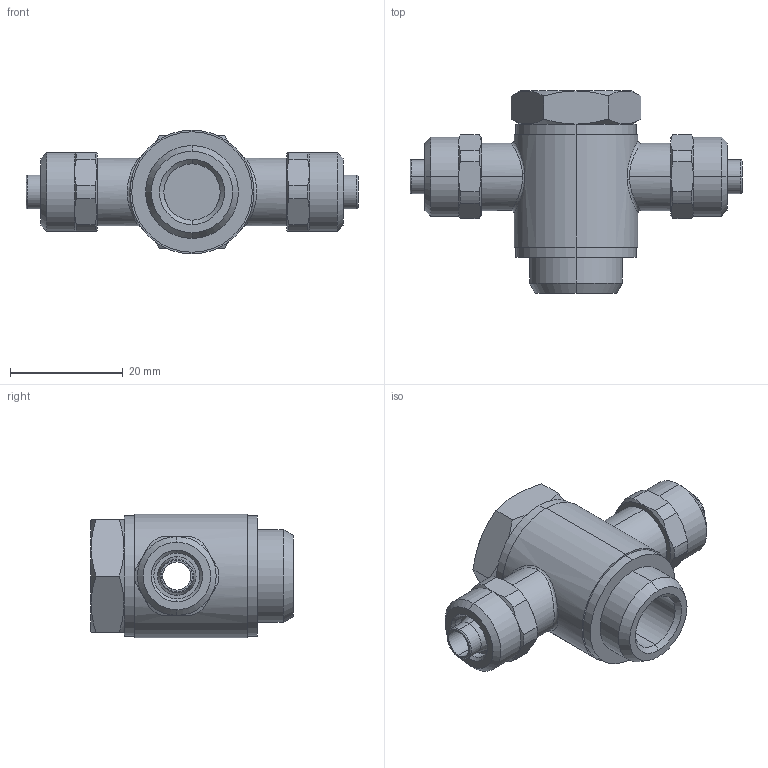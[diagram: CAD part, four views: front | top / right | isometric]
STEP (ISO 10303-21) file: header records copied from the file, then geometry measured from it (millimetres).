
FILE_DESCRIPTION (( 'STEP AP203' ), '1' );
FILE_NAME ('02260043.STEP', '2011-10-24T09:58:41', ( '' ), ( 'sopra-pneumatic' ), 'SwSTEP 2.0', 'SolidWorks 2011', '' );
FILE_SCHEMA (( 'CONFIG_CONTROL_DESIGN' ));
Length unit declared in the file: millimetre
Products named in the file (1): 02260043
Bounding box: 59 x 36 x 22 mm (x, y, z)
Volume: 13552.5 mm3; surface area: 6525.3 mm2
Topology: 1 solids, 1 shells, 119 faces, 276 edges, 172 vertices
Faces by surface type: cylinder 42, cone 36, plane 33, torus 4, bspline 4
Entity records: 4509 total; most frequent: CARTESIAN_POINT 1770, DIRECTION 556, ORIENTED_EDGE 552, EDGE_CURVE 276, AXIS2_PLACEMENT_3D 236, VERTEX_POINT 172, EDGE_LOOP 136, CIRCLE 120
